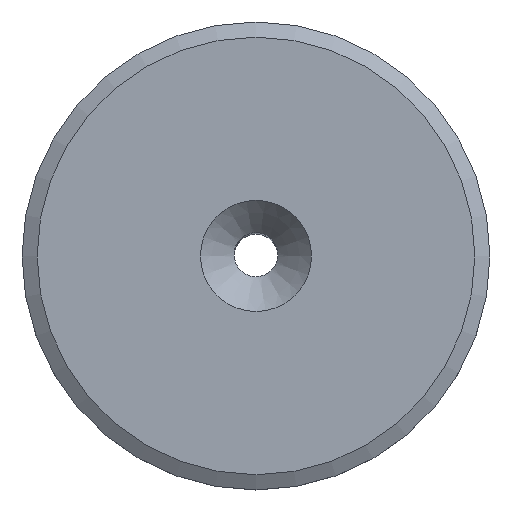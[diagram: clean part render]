
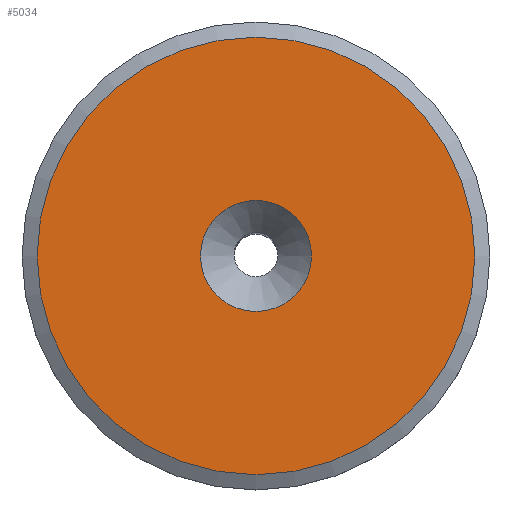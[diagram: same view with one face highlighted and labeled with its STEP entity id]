
A CAD part, top view. The second image highlights one B-rep face of the part: STEP entity #5034.
In plain terms, the highlighted planar face has unit normal (0, 0, 1).
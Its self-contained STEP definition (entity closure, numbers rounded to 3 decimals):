
#40=FACE_BOUND('',#840,.T.);
#327=PLANE('',#5402);
#536=FACE_OUTER_BOUND('',#839,.T.);
#839=EDGE_LOOP('',(#3973));
#840=EDGE_LOOP('',(#3974));
#2155=CIRCLE('',#5368,6.355);
#2161=CIRCLE('',#5377,1.613);
#2304=VERTEX_POINT('',#7368);
#2314=VERTEX_POINT('',#7422);
#2858=EDGE_CURVE('',#2304,#2304,#2155,.T.);
#2869=EDGE_CURVE('',#2314,#2314,#2161,.T.);
#3973=ORIENTED_EDGE('',*,*,#2858,.T.);
#3974=ORIENTED_EDGE('',*,*,#2869,.F.);
#5034=ADVANCED_FACE('',(#536,#40),#327,.F.);
#5368=AXIS2_PLACEMENT_3D('',#7370,#5890,#5891);
#5377=AXIS2_PLACEMENT_3D('',#7424,#5910,#5911);
#5402=AXIS2_PLACEMENT_3D('',#8619,#6059,#6060);
#5890=DIRECTION('center_axis',(0.,0.,1.));
#5891=DIRECTION('ref_axis',(0.,1.,0.));
#5910=DIRECTION('center_axis',(0.,0.,1.));
#5911=DIRECTION('ref_axis',(1.,0.,0.));
#6059=DIRECTION('center_axis',(0.,0.,-1.));
#6060=DIRECTION('ref_axis',(0.,1.,0.));
#7368=CARTESIAN_POINT('',(0.,-6.355,4.475));
#7370=CARTESIAN_POINT('Origin',(0.,0.,4.475));
#7422=CARTESIAN_POINT('',(-1.613,0.,4.475));
#7424=CARTESIAN_POINT('Origin',(0.,0.,4.475));
#8619=CARTESIAN_POINT('Origin',(0.,0.,4.475));
